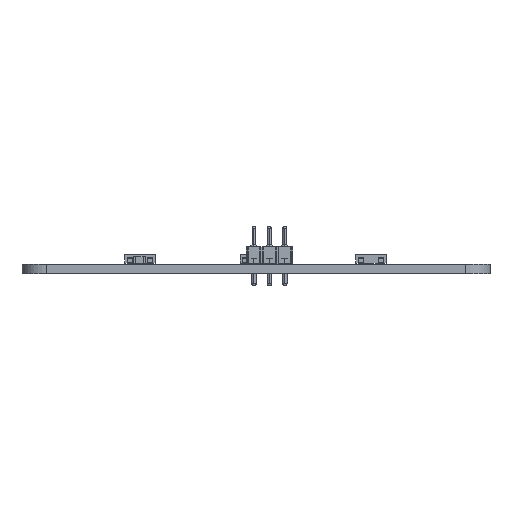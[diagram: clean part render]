
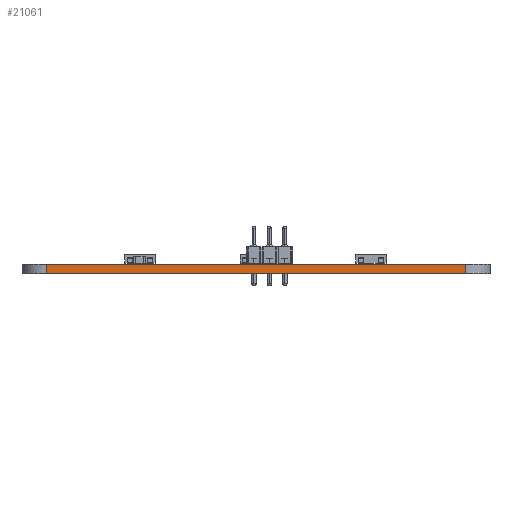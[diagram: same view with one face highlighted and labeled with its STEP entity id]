
A CAD part, left-side view. The second image highlights one B-rep face of the part: STEP entity #21061.
In plain terms, the highlighted planar face has unit normal (-1, 0, 0).
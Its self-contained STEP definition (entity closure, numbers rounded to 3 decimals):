
#19914 = PLANE('',#19915);
#19915 = AXIS2_PLACEMENT_3D('',#19916,#19917,#19918);
#19916 = CARTESIAN_POINT('',(57.55,38.4,1.6));
#19917 = DIRECTION('',(0.,0.,1.));
#19918 = DIRECTION('',(1.,0.,0.));
#19968 = PLANE('',#19969);
#19969 = AXIS2_PLACEMENT_3D('',#19970,#19971,#19972);
#19970 = CARTESIAN_POINT('',(57.55,38.4,0.));
#19971 = DIRECTION('',(0.,0.,1.));
#19972 = DIRECTION('',(1.,0.,0.));
#20001 = CYLINDRICAL_SURFACE('',#20002,4.);
#20002 = AXIS2_PLACEMENT_3D('',#20003,#20004,#20005);
#20003 = CARTESIAN_POINT('',(4.1,3.9,0.));
#20004 = DIRECTION('',(0.,0.,-1.));
#20005 = DIRECTION('',(1.,0.,0.));
#20248 = VERTEX_POINT('',#20249);
#20249 = CARTESIAN_POINT('',(0.1,72.9,0.));
#20264 = CYLINDRICAL_SURFACE('',#20265,4.);
#20265 = AXIS2_PLACEMENT_3D('',#20266,#20267,#20268);
#20266 = CARTESIAN_POINT('',(4.1,72.9,0.));
#20267 = DIRECTION('',(0.,0.,-1.));
#20268 = DIRECTION('',(1.,0.,0.));
#20276 = EDGE_CURVE('',#20248,#20277,#20279,.T.);
#20277 = VERTEX_POINT('',#20278);
#20278 = CARTESIAN_POINT('',(0.1,3.9,0.));
#20279 = SURFACE_CURVE('',#20280,(#20284,#20291),.PCURVE_S1.);
#20280 = LINE('',#20281,#20282);
#20281 = CARTESIAN_POINT('',(0.1,72.9,0.));
#20282 = VECTOR('',#20283,1.);
#20283 = DIRECTION('',(0.,-1.,0.));
#20284 = PCURVE('',#19968,#20285);
#20285 = DEFINITIONAL_REPRESENTATION('',(#20286),#20290);
#20286 = LINE('',#20287,#20288);
#20287 = CARTESIAN_POINT('',(-57.45,34.5));
#20288 = VECTOR('',#20289,1.);
#20289 = DIRECTION('',(0.,-1.));
#20290 = ( GEOMETRIC_REPRESENTATION_CONTEXT(2) 
PARAMETRIC_REPRESENTATION_CONTEXT() REPRESENTATION_CONTEXT('2D SPACE',''
  ) );
#20291 = PCURVE('',#20292,#20297);
#20292 = PLANE('',#20293);
#20293 = AXIS2_PLACEMENT_3D('',#20294,#20295,#20296);
#20294 = CARTESIAN_POINT('',(0.1,72.9,0.));
#20295 = DIRECTION('',(1.,0.,0.));
#20296 = DIRECTION('',(0.,-1.,0.));
#20297 = DEFINITIONAL_REPRESENTATION('',(#20298),#20302);
#20298 = LINE('',#20299,#20300);
#20299 = CARTESIAN_POINT('',(0.,0.));
#20300 = VECTOR('',#20301,1.);
#20301 = DIRECTION('',(1.,0.));
#20302 = ( GEOMETRIC_REPRESENTATION_CONTEXT(2) 
PARAMETRIC_REPRESENTATION_CONTEXT() REPRESENTATION_CONTEXT('2D SPACE',''
  ) );
#20705 = VERTEX_POINT('',#20706);
#20706 = CARTESIAN_POINT('',(0.1,72.9,1.6));
#20728 = EDGE_CURVE('',#20705,#20729,#20731,.T.);
#20729 = VERTEX_POINT('',#20730);
#20730 = CARTESIAN_POINT('',(0.1,3.9,1.6));
#20731 = SURFACE_CURVE('',#20732,(#20736,#20743),.PCURVE_S1.);
#20732 = LINE('',#20733,#20734);
#20733 = CARTESIAN_POINT('',(0.1,72.9,1.6));
#20734 = VECTOR('',#20735,1.);
#20735 = DIRECTION('',(0.,-1.,0.));
#20736 = PCURVE('',#19914,#20737);
#20737 = DEFINITIONAL_REPRESENTATION('',(#20738),#20742);
#20738 = LINE('',#20739,#20740);
#20739 = CARTESIAN_POINT('',(-57.45,34.5));
#20740 = VECTOR('',#20741,1.);
#20741 = DIRECTION('',(0.,-1.));
#20742 = ( GEOMETRIC_REPRESENTATION_CONTEXT(2) 
PARAMETRIC_REPRESENTATION_CONTEXT() REPRESENTATION_CONTEXT('2D SPACE',''
  ) );
#20743 = PCURVE('',#20292,#20744);
#20744 = DEFINITIONAL_REPRESENTATION('',(#20745),#20749);
#20745 = LINE('',#20746,#20747);
#20746 = CARTESIAN_POINT('',(0.,-1.6));
#20747 = VECTOR('',#20748,1.);
#20748 = DIRECTION('',(1.,0.));
#20749 = ( GEOMETRIC_REPRESENTATION_CONTEXT(2) 
PARAMETRIC_REPRESENTATION_CONTEXT() REPRESENTATION_CONTEXT('2D SPACE',''
  ) );
#21011 = EDGE_CURVE('',#20277,#20729,#21012,.T.);
#21012 = SURFACE_CURVE('',#21013,(#21017,#21024),.PCURVE_S1.);
#21013 = LINE('',#21014,#21015);
#21014 = CARTESIAN_POINT('',(0.1,3.9,0.));
#21015 = VECTOR('',#21016,1.);
#21016 = DIRECTION('',(0.,0.,1.));
#21017 = PCURVE('',#20001,#21018);
#21018 = DEFINITIONAL_REPRESENTATION('',(#21019),#21023);
#21019 = LINE('',#21020,#21021);
#21020 = CARTESIAN_POINT('',(-3.142,0.));
#21021 = VECTOR('',#21022,1.);
#21022 = DIRECTION('',(0.,-1.));
#21023 = ( GEOMETRIC_REPRESENTATION_CONTEXT(2) 
PARAMETRIC_REPRESENTATION_CONTEXT() REPRESENTATION_CONTEXT('2D SPACE',''
  ) );
#21024 = PCURVE('',#20292,#21025);
#21025 = DEFINITIONAL_REPRESENTATION('',(#21026),#21030);
#21026 = LINE('',#21027,#21028);
#21027 = CARTESIAN_POINT('',(69.,0.));
#21028 = VECTOR('',#21029,1.);
#21029 = DIRECTION('',(0.,-1.));
#21030 = ( GEOMETRIC_REPRESENTATION_CONTEXT(2) 
PARAMETRIC_REPRESENTATION_CONTEXT() REPRESENTATION_CONTEXT('2D SPACE',''
  ) );
#21061 = ADVANCED_FACE('',(#21062),#20292,.F.);
#21062 = FACE_BOUND('',#21063,.F.);
#21063 = EDGE_LOOP('',(#21064,#21085,#21086,#21087));
#21064 = ORIENTED_EDGE('',*,*,#21065,.T.);
#21065 = EDGE_CURVE('',#20248,#20705,#21066,.T.);
#21066 = SURFACE_CURVE('',#21067,(#21071,#21078),.PCURVE_S1.);
#21067 = LINE('',#21068,#21069);
#21068 = CARTESIAN_POINT('',(0.1,72.9,0.));
#21069 = VECTOR('',#21070,1.);
#21070 = DIRECTION('',(0.,0.,1.));
#21071 = PCURVE('',#20292,#21072);
#21072 = DEFINITIONAL_REPRESENTATION('',(#21073),#21077);
#21073 = LINE('',#21074,#21075);
#21074 = CARTESIAN_POINT('',(0.,0.));
#21075 = VECTOR('',#21076,1.);
#21076 = DIRECTION('',(0.,-1.));
#21077 = ( GEOMETRIC_REPRESENTATION_CONTEXT(2) 
PARAMETRIC_REPRESENTATION_CONTEXT() REPRESENTATION_CONTEXT('2D SPACE',''
  ) );
#21078 = PCURVE('',#20264,#21079);
#21079 = DEFINITIONAL_REPRESENTATION('',(#21080),#21084);
#21080 = LINE('',#21081,#21082);
#21081 = CARTESIAN_POINT('',(-3.142,0.));
#21082 = VECTOR('',#21083,1.);
#21083 = DIRECTION('',(0.,-1.));
#21084 = ( GEOMETRIC_REPRESENTATION_CONTEXT(2) 
PARAMETRIC_REPRESENTATION_CONTEXT() REPRESENTATION_CONTEXT('2D SPACE',''
  ) );
#21085 = ORIENTED_EDGE('',*,*,#20728,.T.);
#21086 = ORIENTED_EDGE('',*,*,#21011,.F.);
#21087 = ORIENTED_EDGE('',*,*,#20276,.F.);
